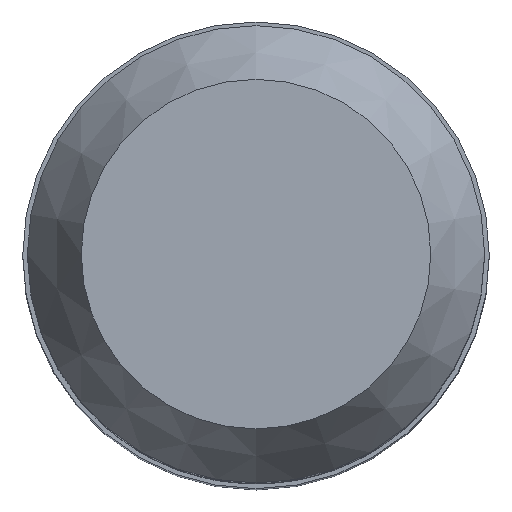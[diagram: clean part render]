
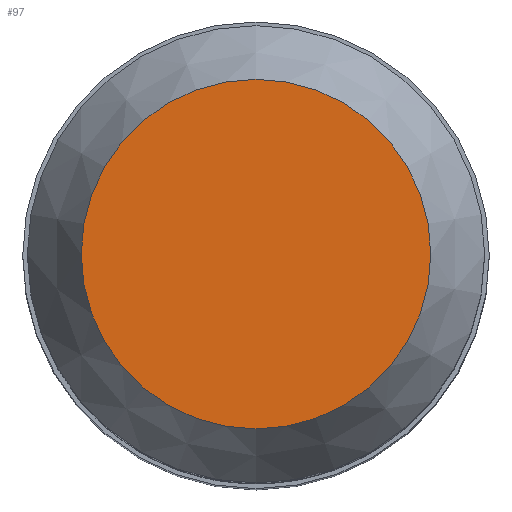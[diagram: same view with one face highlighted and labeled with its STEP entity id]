
A CAD part, top view. The second image highlights one B-rep face of the part: STEP entity #97.
In plain terms, the highlighted planar face has unit normal (0, 0, 1).
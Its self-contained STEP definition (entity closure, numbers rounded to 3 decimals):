
#18=PLANE('',#113);
#34=FACE_OUTER_BOUND('',#47,.T.);
#47=EDGE_LOOP('',(#85));
#55=CIRCLE('',#112,3.745);
#63=VERTEX_POINT('',#217);
#71=EDGE_CURVE('',#63,#63,#55,.T.);
#85=ORIENTED_EDGE('',*,*,#71,.F.);
#97=ADVANCED_FACE('',(#34),#18,.T.);
#112=AXIS2_PLACEMENT_3D('',#218,#139,#140);
#113=AXIS2_PLACEMENT_3D('',#219,#141,#142);
#139=DIRECTION('center_axis',(0.,0.,-1.));
#140=DIRECTION('ref_axis',(0.,-1.,0.));
#141=DIRECTION('center_axis',(0.,0.,1.));
#142=DIRECTION('ref_axis',(1.,0.,0.));
#217=CARTESIAN_POINT('',(0.,3.745,0.));
#218=CARTESIAN_POINT('Origin',(0.,0.,0.));
#219=CARTESIAN_POINT('Origin',(0.,2.45,0.));
